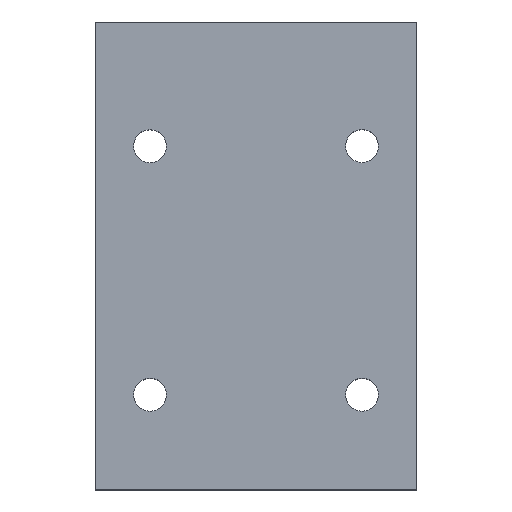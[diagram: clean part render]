
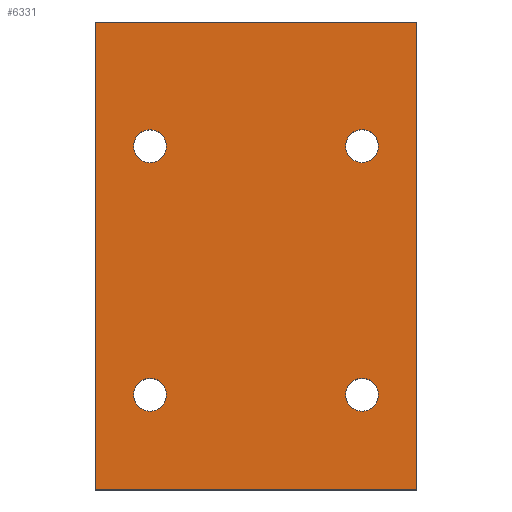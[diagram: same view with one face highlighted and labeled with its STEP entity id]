
A CAD part, top view. The second image highlights one B-rep face of the part: STEP entity #6331.
In plain terms, the highlighted planar face has unit normal (0, 0, 1).
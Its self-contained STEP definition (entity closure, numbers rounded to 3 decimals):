
#595=FACE_BOUND('',#1311,.T.);
#596=FACE_BOUND('',#1312,.T.);
#597=FACE_BOUND('',#1313,.T.);
#598=FACE_BOUND('',#1314,.T.);
#627=CIRCLE('',#6606,3.569);
#628=CIRCLE('',#6608,3.569);
#629=CIRCLE('',#6610,3.569);
#630=CIRCLE('',#6612,3.569);
#951=FACE_OUTER_BOUND('',#1310,.T.);
#1310=EDGE_LOOP('',(#5782,#5783,#5784,#5785));
#1311=EDGE_LOOP('',(#5786));
#1312=EDGE_LOOP('',(#5787));
#1313=EDGE_LOOP('',(#5788));
#1314=EDGE_LOOP('',(#5789));
#1578=LINE('',#9637,#2242);
#1974=LINE('',#10624,#2638);
#1976=LINE('',#10628,#2640);
#1978=LINE('',#10631,#2642);
#2242=VECTOR('',#7059,10.);
#2638=VECTOR('',#7815,10.);
#2640=VECTOR('',#7819,10.);
#2642=VECTOR('',#7823,10.);
#2930=VERTEX_POINT('',#9634);
#2931=VERTEX_POINT('',#9636);
#3210=VERTEX_POINT('',#10607);
#3211=VERTEX_POINT('',#10611);
#3212=VERTEX_POINT('',#10615);
#3213=VERTEX_POINT('',#10619);
#3214=VERTEX_POINT('',#10623);
#3215=VERTEX_POINT('',#10627);
#3640=EDGE_CURVE('',#2931,#2930,#1578,.T.);
#4062=EDGE_CURVE('',#3210,#3210,#627,.T.);
#4064=EDGE_CURVE('',#3211,#3211,#628,.T.);
#4066=EDGE_CURVE('',#3212,#3212,#629,.T.);
#4068=EDGE_CURVE('',#3213,#3213,#630,.T.);
#4069=EDGE_CURVE('',#3214,#2931,#1974,.T.);
#4071=EDGE_CURVE('',#3215,#3214,#1976,.T.);
#4073=EDGE_CURVE('',#2930,#3215,#1978,.T.);
#5782=ORIENTED_EDGE('',*,*,#3640,.T.);
#5783=ORIENTED_EDGE('',*,*,#4073,.T.);
#5784=ORIENTED_EDGE('',*,*,#4071,.T.);
#5785=ORIENTED_EDGE('',*,*,#4069,.T.);
#5786=ORIENTED_EDGE('',*,*,#4062,.T.);
#5787=ORIENTED_EDGE('',*,*,#4064,.T.);
#5788=ORIENTED_EDGE('',*,*,#4066,.T.);
#5789=ORIENTED_EDGE('',*,*,#4068,.T.);
#6010=PLANE('',#6617);
#6331=ADVANCED_FACE('',(#951,#595,#596,#597,#598),#6010,.T.);
#6606=AXIS2_PLACEMENT_3D('',#10609,#7796,#7797);
#6608=AXIS2_PLACEMENT_3D('',#10613,#7801,#7802);
#6610=AXIS2_PLACEMENT_3D('',#10617,#7806,#7807);
#6612=AXIS2_PLACEMENT_3D('',#10621,#7811,#7812);
#6617=AXIS2_PLACEMENT_3D('',#10633,#7826,#7827);
#7059=DIRECTION('',(1.,0.,0.));
#7796=DIRECTION('center_axis',(0.,0.,-1.));
#7797=DIRECTION('ref_axis',(1.,0.,0.));
#7801=DIRECTION('center_axis',(0.,0.,-1.));
#7802=DIRECTION('ref_axis',(1.,0.,0.));
#7806=DIRECTION('center_axis',(0.,0.,-1.));
#7807=DIRECTION('ref_axis',(1.,0.,0.));
#7811=DIRECTION('center_axis',(0.,0.,-1.));
#7812=DIRECTION('ref_axis',(1.,0.,0.));
#7815=DIRECTION('',(0.,-1.,0.));
#7819=DIRECTION('',(-1.,0.,0.));
#7823=DIRECTION('',(0.,1.,0.));
#7826=DIRECTION('center_axis',(0.,0.,1.));
#7827=DIRECTION('ref_axis',(1.,0.,0.));
#9634=CARTESIAN_POINT('',(69.85,0.,19.05));
#9636=CARTESIAN_POINT('',(0.,0.,19.05));
#9637=CARTESIAN_POINT('',(0.,0.,19.05));
#10607=CARTESIAN_POINT('',(54.394,20.65,19.05));
#10609=CARTESIAN_POINT('Origin',(57.963,20.65,19.05));
#10611=CARTESIAN_POINT('',(8.344,74.625,19.05));
#10613=CARTESIAN_POINT('Origin',(11.913,74.625,19.05));
#10615=CARTESIAN_POINT('',(54.394,74.638,19.05));
#10617=CARTESIAN_POINT('Origin',(57.963,74.638,19.05));
#10619=CARTESIAN_POINT('',(8.357,20.65,19.05));
#10621=CARTESIAN_POINT('Origin',(11.925,20.65,19.05));
#10623=CARTESIAN_POINT('',(0.,101.6,19.05));
#10624=CARTESIAN_POINT('',(0.,101.6,19.05));
#10627=CARTESIAN_POINT('',(69.85,101.6,19.05));
#10628=CARTESIAN_POINT('',(69.85,101.6,19.05));
#10631=CARTESIAN_POINT('',(69.85,0.,19.05));
#10633=CARTESIAN_POINT('Origin',(34.925,50.8,19.05));
